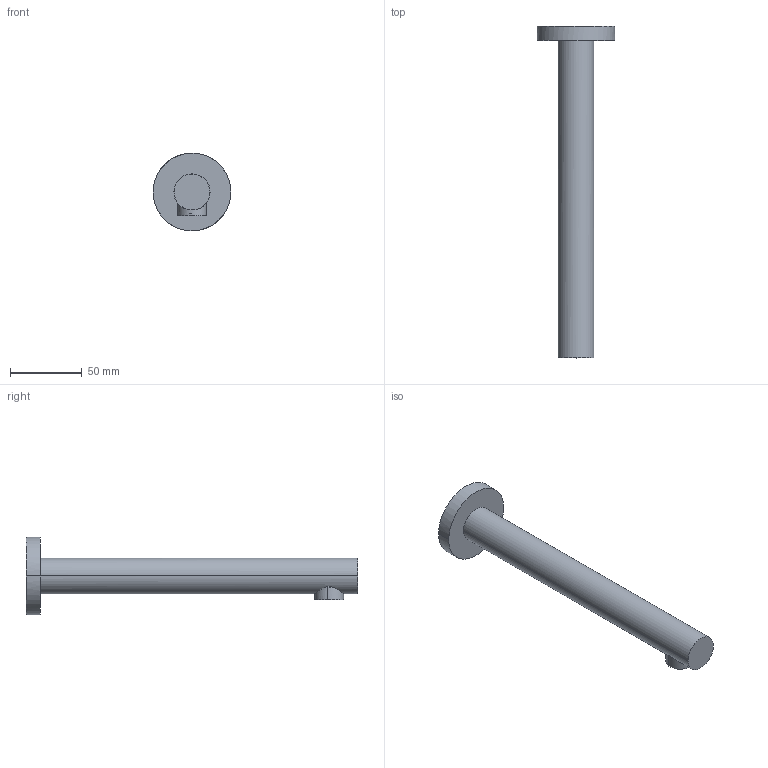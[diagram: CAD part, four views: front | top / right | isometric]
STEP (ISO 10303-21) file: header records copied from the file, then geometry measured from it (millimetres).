
FILE_DESCRIPTION(/* description */ (''),/* implementation_level */ '2;1');
FILE_NAME(/* name */ 'STEP - 9505446',/* time_stamp */ '2025-05-16T15:47:48+10:00',/* author */ (''),/* organization */ (''),/* preprocessor_version */ 'ST-DEVELOPER v16.5',/* originating_system */ 'Rhino 7.37',/* authorisation */ '');
FILE_SCHEMA (('AUTOMOTIVE_DESIGN'));
Length unit declared in the file: millimetre
Products named in the file (6): Document; 26143; 0112-123; 0112-27; 7L aerator5; WASHER 19-10.5-2.79
Assembly tree (5 placements, depth 3):
  Document
    26143
      0112-123
      0112-27
      7L aerator5
      WASHER 19-10.5-2.79
Bounding box: 54 x 230.5 x 53.91 mm (x, y, z)
Volume: 44628.5 mm3; surface area: 44309.9 mm2
Topology: 4 solids, 4 shells, 98 faces, 219 edges, 142 vertices
Faces by surface type: cylinder 48, plane 30, bspline 20
Entity records: 4410 total; most frequent: CARTESIAN_POINT 2788, ORIENTED_EDGE 438, EDGE_CURVE 219, VERTEX_POINT 142, EDGE_LOOP 115, DIRECTION 108, ADVANCED_FACE 98, FACE_OUTER_BOUND 98
